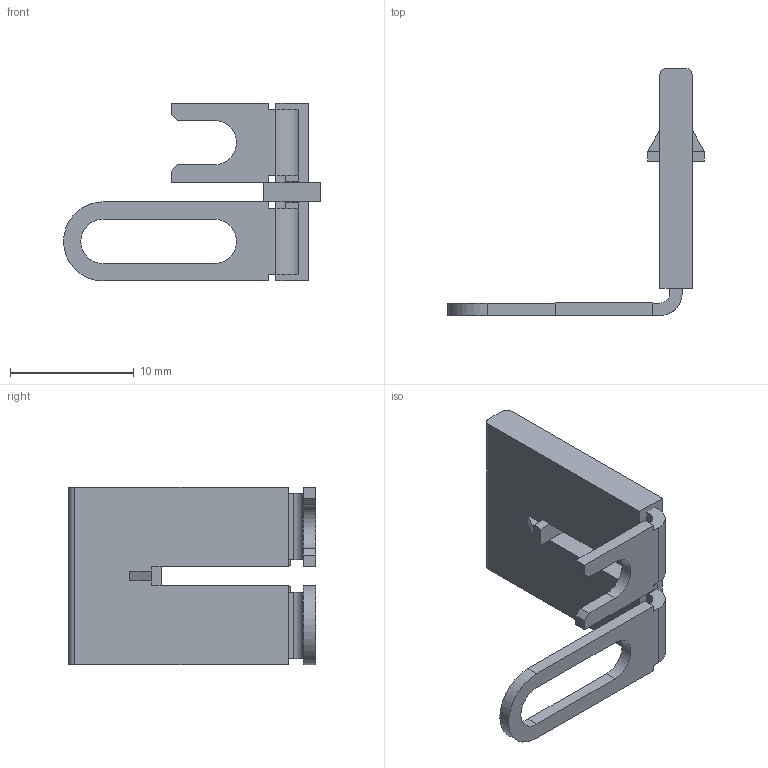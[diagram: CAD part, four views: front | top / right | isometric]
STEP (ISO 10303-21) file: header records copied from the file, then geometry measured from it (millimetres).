
FILE_DESCRIPTION((''),'2;1');
FILE_NAME('SCB_6-PO-2_SB203__ASM','2022-09-22T11:40:46',('klemen.sitar'),('Audax d.o.o.'),'CREO PARAMETRIC BY PTC INC, 2021304','CREO PARAMETRIC BY PTC INC, 2021304','');
FILE_SCHEMA(('AP242_MANAGED_MODEL_BASED_3D_ENGINEERING_MIM_LF { 1 0 10303 442 1 1 4 }'));
Length unit declared in the file: millimetre
Products named in the file (3): SCB_6-PO-2-26250; PRT0001; SCB_6-PO-2_SB203__ASM
Assembly tree (2 placements, depth 2):
  SCB_6-PO-2_SB203__ASM
    SCB_6-PO-2-26250
    PRT0001
Bounding box: 20.8 x 20 x 14.4 mm (x, y, z)
Volume: 764 mm3; surface area: 1888.5 mm2
Topology: 3 solids, 3 shells, 84 faces, 216 edges, 140 vertices
Faces by surface type: plane 74, cylinder 10
Entity records: 4217 total; most frequent: CARTESIAN_POINT 455, ORIENTED_EDGE 432, DIRECTION 420, PRESENTATION_STYLE_ASSIGNMENT 307, STYLED_ITEM 307, CURVE_STYLE 220, EDGE_CURVE 216, VECTOR 196
